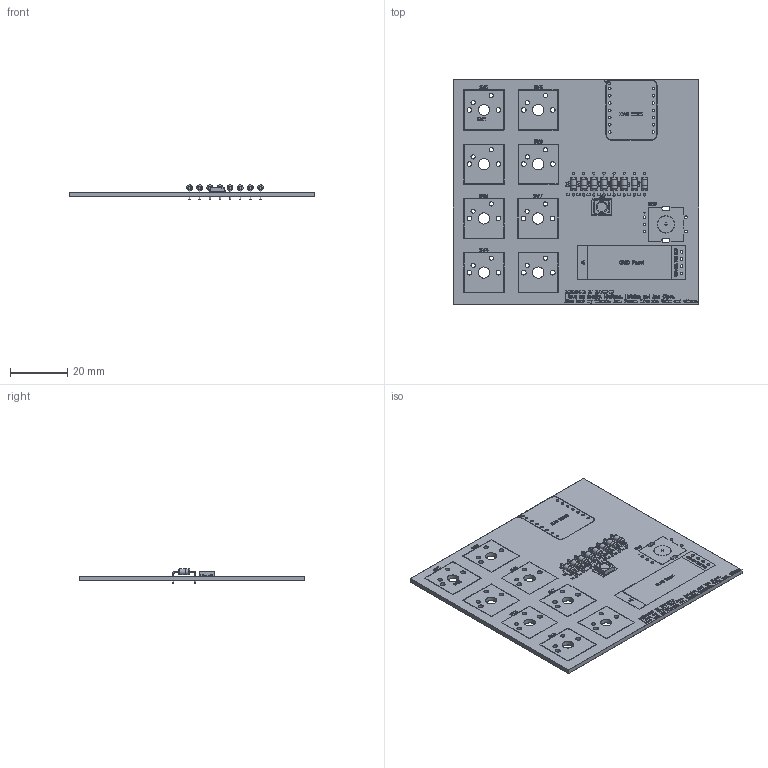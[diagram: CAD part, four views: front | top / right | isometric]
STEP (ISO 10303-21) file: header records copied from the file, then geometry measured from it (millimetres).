
FILE_DESCRIPTION(('KiCad electronic assembly'),'2;1');
FILE_NAME('SmartStevePadFinalPCB.step','2025-12-14T20:30:37',('Pcbnew'), ('Kicad'),'Open CASCADE STEP processor 7.9','KiCad to STEP converter', 'Unknown');
FILE_SCHEMA(('AUTOMOTIVE_DESIGN { 1 0 10303 214 1 1 1 1 }'));
Length unit declared in the file: millimetre
Products named in the file (7): SmartStevePadFinalPCB 1; D_DO-35_SOD27_P7.62mm_Horizontal; LED_SK6812_PLCC4_5.0x5.0mm_P3.2mm; SmartStevePad_silkscreen; SmartStevePad_soldermask; SmartStevePad_PCB
Assembly tree (13 placements, depth 2):
  SmartStevePadFinalPCB 1
    D_DO-35_SOD27_P7.62mm_Horizontal  x8
    LED_SK6812_PLCC4_5.0x5.0mm_P3.2mm
    SmartStevePad_silkscreen
    SmartStevePad_soldermask
    SmartStevePad_soldermask
    SmartStevePad_PCB
Bounding box: 86 x 78.5 x 5.01 mm (x, y, z)
Volume: 10055.6 mm3; surface area: 27972 mm2
Topology: 18 solids, 233 shells, 504 faces, 5072 edges, 4832 vertices
Faces by surface type: plane 318, cylinder 153, torus 32, cone 1
Full cylindrical faces by diameter (mm): 0.5 x24, 0.8 x16, 0.889 x14, 1 x9, 1.5 x16, 1.7 x16, 2 x16, 2.02 x8, 3.333 x1, 4 x8
Entity records: 47862 total; most frequent: CARTESIAN_POINT 10044, DIRECTION 7014, ORIENTED_EDGE 5402, EDGE_CURVE 4904, VERTEX_POINT 4734, LINE 3606, VECTOR 3606, AXIS2_PLACEMENT_3D 1704
